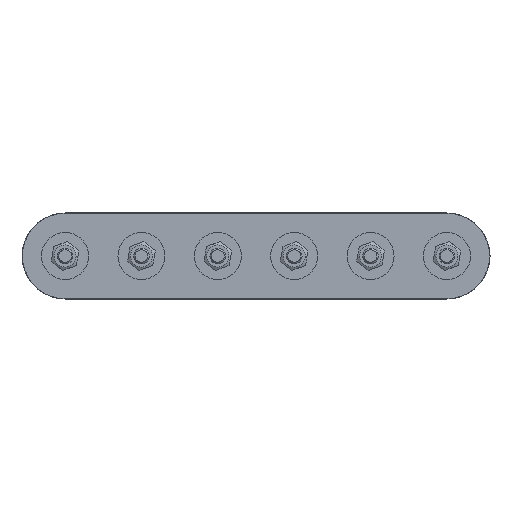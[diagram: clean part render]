
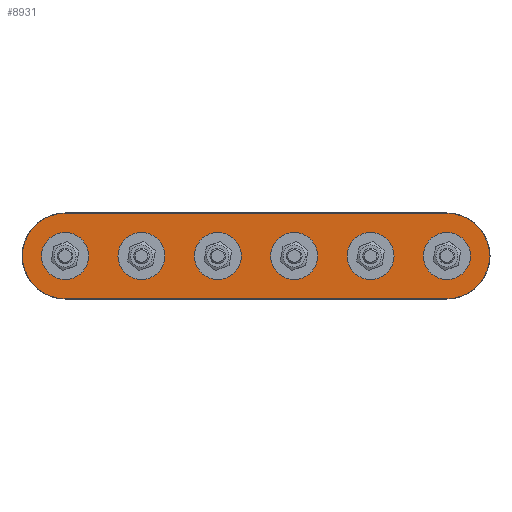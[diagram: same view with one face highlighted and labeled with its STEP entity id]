
A CAD part, front view. The second image highlights one B-rep face of the part: STEP entity #8931.
In plain terms, the highlighted planar face has unit normal (0, -1, 0).
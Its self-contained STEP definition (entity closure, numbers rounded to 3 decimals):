
#617=LINE('',#16063,#815);
#618=LINE('',#16066,#816);
#815=VECTOR('',#12769,10.);
#816=VECTOR('',#12772,10.);
#1097=FACE_BOUND('',#2634,.T.);
#1098=FACE_BOUND('',#2635,.T.);
#1099=FACE_BOUND('',#2636,.T.);
#1100=FACE_BOUND('',#2637,.T.);
#1101=FACE_BOUND('',#2638,.T.);
#1102=FACE_BOUND('',#2639,.T.);
#1975=FACE_OUTER_BOUND('',#2633,.T.);
#2633=EDGE_LOOP('',(#7329,#7330,#7331,#7332));
#2634=EDGE_LOOP('',(#7333));
#2635=EDGE_LOOP('',(#7334));
#2636=EDGE_LOOP('',(#7335));
#2637=EDGE_LOOP('',(#7336));
#2638=EDGE_LOOP('',(#7337));
#2639=EDGE_LOOP('',(#7338));
#3085=CIRCLE('',#9063,4.);
#3174=CIRCLE('',#9237,4.);
#3263=CIRCLE('',#9411,4.);
#3352=CIRCLE('',#9585,4.);
#3441=CIRCLE('',#9759,4.);
#3530=CIRCLE('',#9933,4.);
#3623=CIRCLE('',#10112,21.8);
#3624=CIRCLE('',#10113,21.8);
#3903=VERTEX_POINT('',#13600);
#4016=VERTEX_POINT('',#14016);
#4129=VERTEX_POINT('',#14432);
#4242=VERTEX_POINT('',#14848);
#4355=VERTEX_POINT('',#15264);
#4468=VERTEX_POINT('',#15680);
#4573=VERTEX_POINT('',#16059);
#4574=VERTEX_POINT('',#16060);
#4575=VERTEX_POINT('',#16062);
#4576=VERTEX_POINT('',#16064);
#4828=EDGE_CURVE('',#3903,#3903,#3085,.T.);
#4967=EDGE_CURVE('',#4016,#4016,#3174,.T.);
#5106=EDGE_CURVE('',#4129,#4129,#3263,.T.);
#5245=EDGE_CURVE('',#4242,#4242,#3352,.T.);
#5384=EDGE_CURVE('',#4355,#4355,#3441,.T.);
#5523=EDGE_CURVE('',#4468,#4468,#3530,.T.);
#5655=EDGE_CURVE('',#4573,#4574,#3623,.T.);
#5656=EDGE_CURVE('',#4575,#4573,#617,.T.);
#5657=EDGE_CURVE('',#4576,#4575,#3624,.T.);
#5658=EDGE_CURVE('',#4574,#4576,#618,.T.);
#7329=ORIENTED_EDGE('',*,*,#5655,.F.);
#7330=ORIENTED_EDGE('',*,*,#5656,.F.);
#7331=ORIENTED_EDGE('',*,*,#5657,.F.);
#7332=ORIENTED_EDGE('',*,*,#5658,.F.);
#7333=ORIENTED_EDGE('',*,*,#4828,.T.);
#7334=ORIENTED_EDGE('',*,*,#4967,.T.);
#7335=ORIENTED_EDGE('',*,*,#5106,.T.);
#7336=ORIENTED_EDGE('',*,*,#5245,.T.);
#7337=ORIENTED_EDGE('',*,*,#5384,.T.);
#7338=ORIENTED_EDGE('',*,*,#5523,.T.);
#8385=PLANE('',#10111);
#8931=ADVANCED_FACE('',(#1975,#1097,#1098,#1099,#1100,#1101,#1102),#8385,
 .T.);
#9063=AXIS2_PLACEMENT_3D('',#13602,#10524,#10525);
#9237=AXIS2_PLACEMENT_3D('',#14018,#10896,#10897);
#9411=AXIS2_PLACEMENT_3D('',#14434,#11268,#11269);
#9585=AXIS2_PLACEMENT_3D('',#14850,#11640,#11641);
#9759=AXIS2_PLACEMENT_3D('',#15266,#12012,#12013);
#9933=AXIS2_PLACEMENT_3D('',#15682,#12384,#12385);
#10111=AXIS2_PLACEMENT_3D('',#16058,#12765,#12766);
#10112=AXIS2_PLACEMENT_3D('',#16061,#12767,#12768);
#10113=AXIS2_PLACEMENT_3D('',#16065,#12770,#12771);
#10524=DIRECTION('center_axis',(0.,1.,0.));
#10525=DIRECTION('ref_axis',(-0.174,0.,-0.985));
#10896=DIRECTION('center_axis',(0.,1.,0.));
#10897=DIRECTION('ref_axis',(-0.174,0.,-0.985));
#11268=DIRECTION('center_axis',(0.,1.,0.));
#11269=DIRECTION('ref_axis',(-0.174,0.,-0.985));
#11640=DIRECTION('center_axis',(0.,1.,0.));
#11641=DIRECTION('ref_axis',(-0.174,0.,-0.985));
#12012=DIRECTION('center_axis',(0.,1.,0.));
#12013=DIRECTION('ref_axis',(-0.174,0.,-0.985));
#12384=DIRECTION('center_axis',(0.,1.,0.));
#12385=DIRECTION('ref_axis',(-0.174,0.,-0.985));
#12765=DIRECTION('center_axis',(0.,-1.,0.));
#12766=DIRECTION('ref_axis',(1.,0.,0.));
#12767=DIRECTION('center_axis',(0.,1.,0.));
#12768=DIRECTION('ref_axis',(-1.,0.,0.));
#12769=DIRECTION('',(-1.,0.,0.));
#12770=DIRECTION('center_axis',(0.,1.,0.));
#12771=DIRECTION('ref_axis',(1.,0.,0.));
#12772=DIRECTION('',(1.,0.,0.));
#13600=CARTESIAN_POINT('',(98.195,0.,3.939));
#13602=CARTESIAN_POINT('Origin',(97.5,0.,0.));
#14016=CARTESIAN_POINT('',(59.195,0.,3.939));
#14018=CARTESIAN_POINT('Origin',(58.5,0.,0.));
#14432=CARTESIAN_POINT('',(20.195,0.,3.939));
#14434=CARTESIAN_POINT('Origin',(19.5,0.,0.));
#14848=CARTESIAN_POINT('',(-18.805,0.,3.939));
#14850=CARTESIAN_POINT('Origin',(-19.5,0.,0.));
#15264=CARTESIAN_POINT('',(-57.805,0.,3.939));
#15266=CARTESIAN_POINT('Origin',(-58.5,0.,0.));
#15680=CARTESIAN_POINT('',(-96.805,0.,3.939));
#15682=CARTESIAN_POINT('Origin',(-97.5,0.,0.));
#16058=CARTESIAN_POINT('Origin',(58.5,0.,0.));
#16059=CARTESIAN_POINT('',(-97.5,0.,-21.8));
#16060=CARTESIAN_POINT('',(-97.5,0.,21.8));
#16061=CARTESIAN_POINT('Origin',(-97.5,0.,0.));
#16062=CARTESIAN_POINT('',(97.5,0.,-21.8));
#16063=CARTESIAN_POINT('',(39.,0.,-21.8));
#16064=CARTESIAN_POINT('',(97.5,0.,21.8));
#16065=CARTESIAN_POINT('Origin',(97.5,0.,0.));
#16066=CARTESIAN_POINT('',(78.,0.,21.8));
